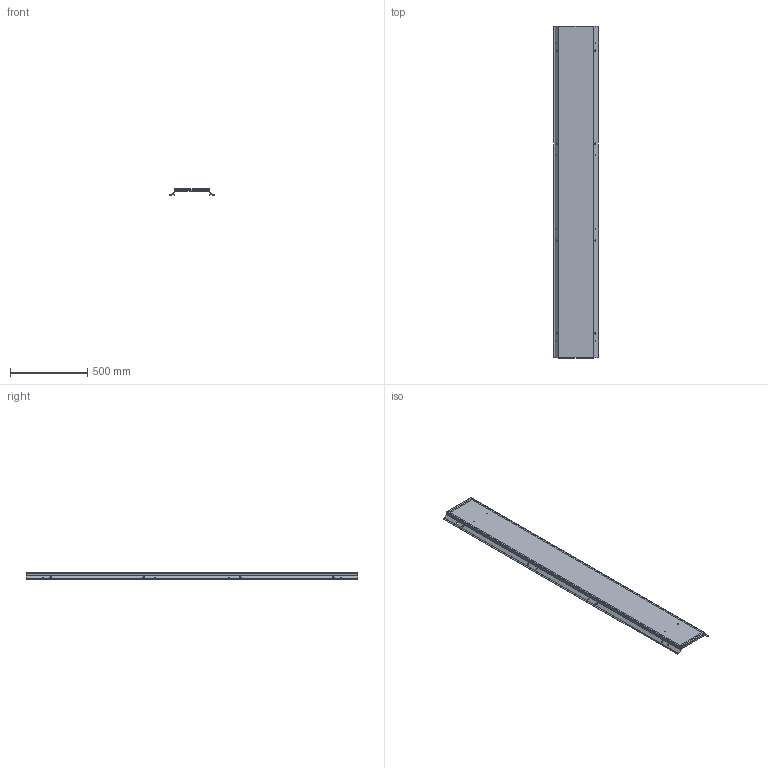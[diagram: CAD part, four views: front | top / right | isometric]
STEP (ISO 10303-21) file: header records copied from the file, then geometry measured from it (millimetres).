
FILE_DESCRIPTION (( 'STEP AP203' ), '1' );
FILE_NAME ('MA1.200.030622.10.00 AleSta-PR223 Ïàíåëü çàäíÿÿ, äëÿ øêàôîâ ALESTA, 2200 x 300.STEP', '2024-02-12T13:03:15', ( '' ), ( '' ), 'SwSTEP 2.0', 'SolidWorks 2021', '' );
FILE_SCHEMA (( 'CONFIG_CONTROL_DESIGN' ));
Length unit declared in the file: millimetre
Products named in the file (6): Óïëîòíèòåëü ïàíåëè íèæíåé_   ‚=2200; Øïèëüêà Ì6õ12_˜¯¨«ìª  Œ6å12; Âèíò ðåçüáîâûäàâëèâàþùèé Ì5õ12 ñ ïîòàéíîé ãîëîâêîé DIN 7500 M_Œ5å14; MA1.200.060620.11.01 Ïîëîòíî çàäíåé ïàíåëè 2000õ600_2200å300; MA1.200.030622.10.00 AleSta-PR223  Ïàíåëü çàäíÿÿ, äëÿ øêàôîâ ALESTA, 2200 x 300; MA1.200.060620.11.00 Ïàíåëü çàäíÿÿ, äëÿ øêàôîâ AleSta, 2000x600_2200å300
Assembly tree (15 placements, depth 3):
  MA1.200.030622.10.00 AleSta-PR223  Ïàíåëü çàäíÿÿ, äëÿ øêàôîâ ALESTA, 2200 x 300
    MA1.200.060620.11.00 Ïàíåëü çàäíÿÿ, äëÿ øêàôîâ AleSta, 2000x600_2200å300
      MA1.200.060620.11.01 Ïîëîòíî çàäíåé ïàíåëè 2000õ600_2200å300
      Óïëîòíèòåëü ïàíåëè íèæíåé_   ‚=2200
      Øïèëüêà Ì6õ12_˜¯¨«ìª  Œ6å12  x4
    Âèíò ðåçüáîâûäàâëèâàþùèé Ì5õ12 ñ ïîòàéíîé ãîëîâêîé DIN 7500 M_Œ5å14  x8
Bounding box: 287.06 x 2145 x 40.73 mm (x, y, z)
Volume: 1035611 mm3; surface area: 1630696.5 mm2
Topology: 14 solids, 14 shells, 373 faces, 823 edges, 506 vertices
Faces by surface type: plane 197, cylinder 120, cone 40, bspline 8, torus 8
Entity records: 7357 total; most frequent: CARTESIAN_POINT 1531, DIRECTION 1053, ORIENTED_EDGE 982, EDGE_CURVE 491, AXIS2_PLACEMENT_3D 368, LINE 317, VECTOR 317, VERTEX_POINT 296
